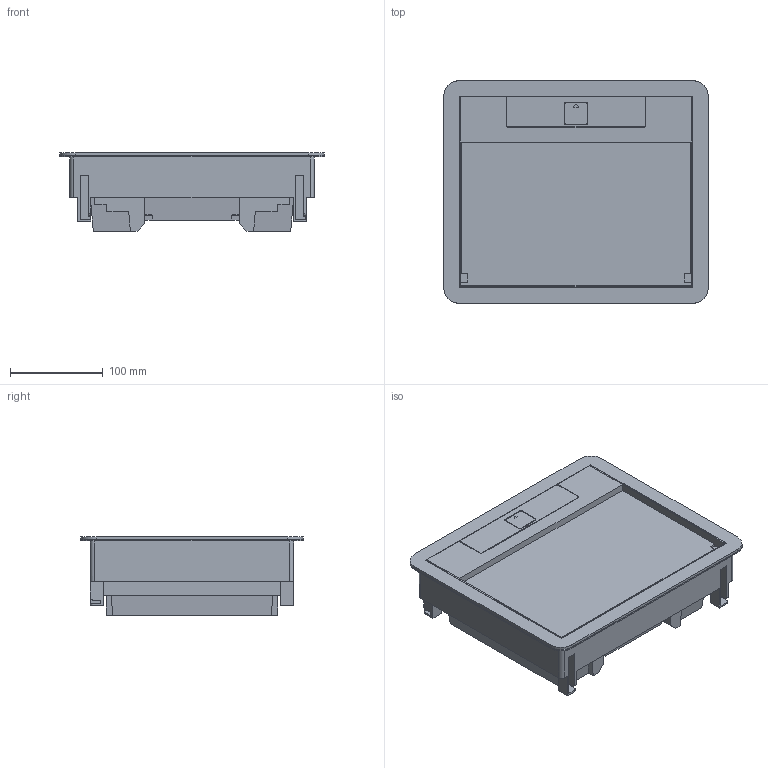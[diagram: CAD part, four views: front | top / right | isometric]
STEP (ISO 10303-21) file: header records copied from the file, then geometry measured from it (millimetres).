
FILE_DESCRIPTION(('CATIA V5 STEP Exchange','CAx-IF Rec.Pracs.--- Model Styling and Organization---1.5--- 2016-08-15','CAx-IF Rec.Pracs.---Supplemental Geometry---1.0---2011-11-01','CAx-IF Rec.Pracs.--- Composite Materials ---3.4---2017-06-13','CAx-IF Rec.Pracs.---Tessellated 3D Geometry---1.0---2015-12-17'),'2;1');
FILE_NAME('LG-080722-S_closed.stp','2025-05-02T09:04:35+00:00',('none'),('none'),'CATIA Version 5-6 Release 2020','CATIA V5 STEP AP242 v1','none');
FILE_SCHEMA(('AP242_MANAGED_MODEL_BASED_3D_ENGINEERING_MIM_LF {1 0 10303 442 1 1 4}'));
Length unit declared in the file: millimetre
Products named in the file (7): A029388_A; AO13233_A-S; SuppVert-T2; SuppVert-T2_Inf; SuppVert-T2_sup; D012779_A-MOD-03-S; D012784_A-MOD.2
Assembly tree (7 placements, depth 3):
  A029388_A
    AO13233_A-S
    SuppVert-T2
      SuppVert-T2_Inf  x2
      SuppVert-T2_sup
    D012779_A-MOD-03-S
    D012784_A-MOD.2
Bounding box: 285 x 240 x 84.5 mm (x, y, z)
Volume: 983607.3 mm3; surface area: 699754.5 mm2
Topology: 6 solids, 6 shells, 989 faces, 2956 edges, 1942 vertices
Faces by surface type: plane 782, cylinder 179, extrusion 24, bspline 4
Entity records: 30384 total; most frequent: CARTESIAN_POINT 7063, ORIENTED_EDGE 5498, DIRECTION 3741, EDGE_CURVE 2749, VECTOR 2260, LINE 2236, VERTEX_POINT 1806, EDGE_LOOP 979
